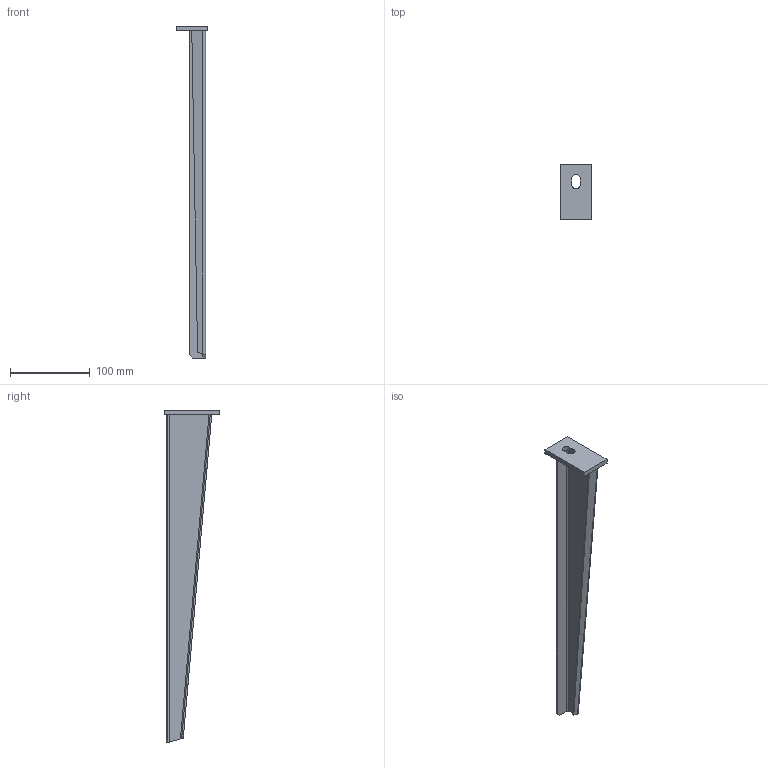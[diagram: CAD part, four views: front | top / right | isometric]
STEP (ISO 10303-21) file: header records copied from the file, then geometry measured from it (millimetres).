
FILE_DESCRIPTION((''),'2;1');
FILE_NAME('6420745_ASM','2012-09-20T',('AndreasKeweloh'),(''),'PRO/ENGINEER BY PARAMETRIC TECHNOLOGY CORPORATION, 2012230','PRO/ENGINEER BY PARAMETRIC TECHNOLOGY CORPORATION, 2012230','');
FILE_SCHEMA(('CONFIG_CONTROL_DESIGN'));
Length unit declared in the file: millimetre
Products named in the file (3): 6420745_1; 6420745_2; 6420745_ASM
Assembly tree (2 placements, depth 2):
  6420745_ASM
    6420745_1
    6420745_2
Bounding box: 40 x 70 x 416 mm (x, y, z)
Volume: 67325.1 mm3; surface area: 62931.7 mm2
Topology: 2 solids, 2 shells, 29 faces, 72 edges, 47 vertices
Faces by surface type: plane 21, cylinder 6, bspline 2
Entity records: 1149 total; most frequent: CARTESIAN_POINT 378, ORIENTED_EDGE 144, DIRECTION 138, EDGE_CURVE 72, VECTOR 58, LINE 58, VERTEX_POINT 47, AXIS2_PLACEMENT_3D 40
